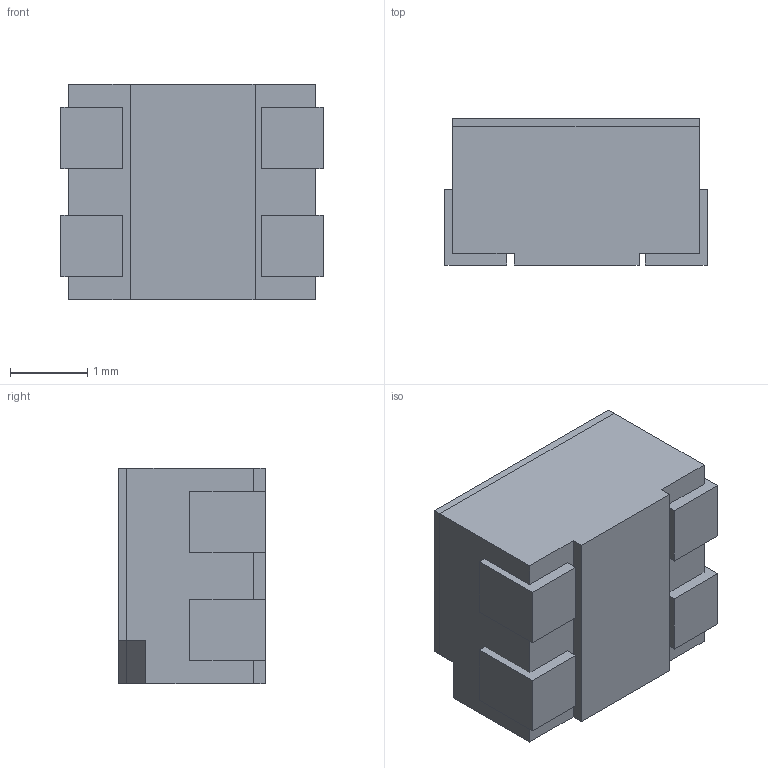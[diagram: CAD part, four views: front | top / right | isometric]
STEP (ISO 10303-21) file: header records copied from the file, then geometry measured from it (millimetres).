
FILE_DESCRIPTION (( 'STEP AP214' ), '1' );
FILE_NAME ('CMD67_Series.STEP', '2018-09-28T20:46:55', ( 'user' ), ( 'Microsoft' ), 'SwSTEP 2.0', 'SolidWorks 2018', '' );
FILE_SCHEMA (( 'AUTOMOTIVE_DESIGN' ));
Length unit declared in the file: millimetre
Products named in the file (1): CMD67_Series
Bounding box: 3.4 x 1.9 x 2.8 mm (x, y, z)
Volume: 15.6 mm3; surface area: 76 mm2
Topology: 4 solids, 4 shells, 54 faces, 135 edges, 90 vertices
Faces by surface type: plane 52, cone 2
Entity records: 2161 total; most frequent: CARTESIAN_POINT 280, ORIENTED_EDGE 270, DIRECTION 249, EDGE_CURVE 135, LINE 131, VECTOR 131, VERTEX_POINT 90, AXIS2_PLACEMENT_3D 59
